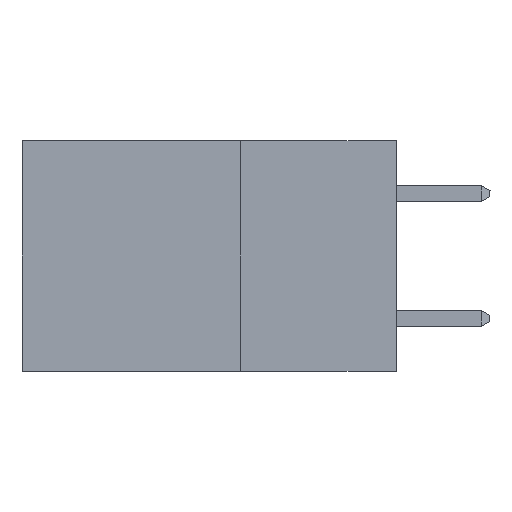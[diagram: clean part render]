
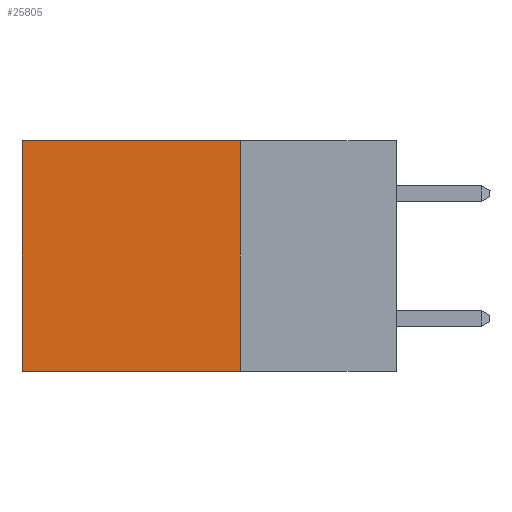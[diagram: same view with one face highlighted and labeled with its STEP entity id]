
A CAD part, left-side view. The second image highlights one B-rep face of the part: STEP entity #25805.
In plain terms, the highlighted planar face has unit normal (-1, 0, 0).
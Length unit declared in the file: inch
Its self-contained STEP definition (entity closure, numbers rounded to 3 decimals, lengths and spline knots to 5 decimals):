
#618 = VERTEX_POINT ( 'NONE', #11468 ) ;
#1719 = ORIENTED_EDGE ( 'NONE', *, *, #27986, .F. ) ;
#2596 = ORIENTED_EDGE ( 'NONE', *, *, #19795, .F. ) ;
#3457 = DIRECTION ( 'NONE',  ( 0., 1., 0. ) ) ;
#5034 = ORIENTED_EDGE ( 'NONE', *, *, #23305, .T. ) ;
#5688 = LINE ( 'NONE', #17303, #17354 ) ;
#6326 = ORIENTED_EDGE ( 'NONE', *, *, #8360, .T. ) ;
#6534 = AXIS2_PLACEMENT_3D ( 'NONE', #11856, #28126, #14189 ) ;
#7071 = VERTEX_POINT ( 'NONE', #28598 ) ;
#7166 = PLANE ( 'NONE',  #6534 ) ;
#8179 = LINE ( 'NONE', #28823, #19853 ) ;
#8360 = EDGE_CURVE ( 'NONE', #7071, #12068, #5688, .T. ) ;
#9494 = LINE ( 'NONE', #22092, #21188 ) ;
#9648 = LINE ( 'NONE', #21149, #15134 ) ;
#11384 = CARTESIAN_POINT ( 'NONE',  ( 0.298, 0.25, -0.37 ) ) ;
#11468 = CARTESIAN_POINT ( 'NONE',  ( 0.298, 0.25, 0. ) ) ;
#11856 = CARTESIAN_POINT ( 'NONE',  ( 0.298, 0.25, 0. ) ) ;
#12068 = VERTEX_POINT ( 'NONE', #24912 ) ;
#14189 = DIRECTION ( 'NONE',  ( 0., 0., -1. ) ) ;
#15134 = VECTOR ( 'NONE', #16665, 39.37008 ) ;
#16665 = DIRECTION ( 'NONE',  ( 0., 1., 0. ) ) ;
#17095 = EDGE_LOOP ( 'NONE', ( #6326, #2596, #1719, #5034 ) ) ;
#17303 = CARTESIAN_POINT ( 'NONE',  ( 0.298, 0.6, 0. ) ) ;
#17354 = VECTOR ( 'NONE', #20211, 39.37008 ) ;
#17368 = DIRECTION ( 'NONE',  ( 0., 0., -1. ) ) ;
#18623 = FACE_OUTER_BOUND ( 'NONE', #17095, .T. ) ;
#19795 = EDGE_CURVE ( 'NONE', #26823, #12068, #9494, .T. ) ;
#19853 = VECTOR ( 'NONE', #17368, 39.37008 ) ;
#20211 = DIRECTION ( 'NONE',  ( 0., 0., -1. ) ) ;
#21149 = CARTESIAN_POINT ( 'NONE',  ( 0.298, 0.25, 0. ) ) ;
#21188 = VECTOR ( 'NONE', #3457, 39.37008 ) ;
#22092 = CARTESIAN_POINT ( 'NONE',  ( 0.298, 0.25, -0.37 ) ) ;
#23305 = EDGE_CURVE ( 'NONE', #618, #7071, #9648, .T. ) ;
#24912 = CARTESIAN_POINT ( 'NONE',  ( 0.298, 0.6, -0.37 ) ) ;
#25805 = ADVANCED_FACE ( 'NONE', ( #18623 ), #7166, .F. ) ;
#26823 = VERTEX_POINT ( 'NONE', #11384 ) ;
#27986 = EDGE_CURVE ( 'NONE', #618, #26823, #8179, .T. ) ;
#28126 = DIRECTION ( 'NONE',  ( 1., 0., 0. ) ) ;
#28598 = CARTESIAN_POINT ( 'NONE',  ( 0.298, 0.6, 0. ) ) ;
#28823 = CARTESIAN_POINT ( 'NONE',  ( 0.298, 0.25, 0. ) ) ;
